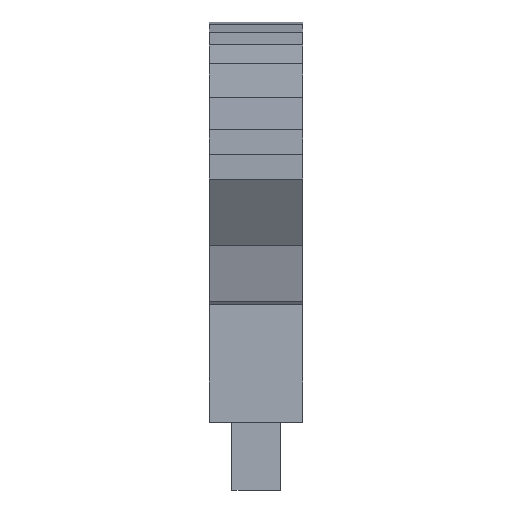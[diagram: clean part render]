
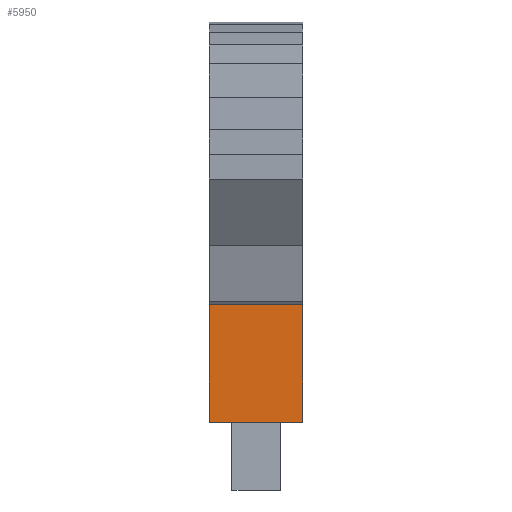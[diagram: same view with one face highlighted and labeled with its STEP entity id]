
A CAD part, front view. The second image highlights one B-rep face of the part: STEP entity #5950.
In plain terms, the highlighted face is planar.
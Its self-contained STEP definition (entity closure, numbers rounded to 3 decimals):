
#1800=CARTESIAN_POINT('',(14.582,4.9,
53.57));
#1810=VERTEX_POINT('',#1800);
#1840=CARTESIAN_POINT('',(14.582,-10.4,
53.57));
#1850=DIRECTION('',(0.,1.,0.));
#1860=VECTOR('',#1850,1.);
#1870=LINE('',#1840,#1860);
#1880=CARTESIAN_POINT('',(14.582,-10.4,
53.57));
#1890=VERTEX_POINT('',#1880);
#1900=EDGE_CURVE('',#1890,#1810,#1870,.T.);
#4510=CARTESIAN_POINT('',(14.582,4.9,
41.47));
#4520=VERTEX_POINT('',#4510);
#4550=CARTESIAN_POINT('',(14.582,4.9,
41.445));
#4560=DIRECTION('',(0.,0.,-1.));
#4570=VECTOR('',#4560,1.);
#4580=LINE('',#4550,#4570);
#4590=EDGE_CURVE('',#1810,#4520,#4580,.T.);
#5720=CARTESIAN_POINT('',(14.582,4.9,
41.445));
#5730=DIRECTION('',(1.,0.,0.));
#5740=DIRECTION('',(0.,1.,0.));
#5750=AXIS2_PLACEMENT_3D('',#5720,#5730,#5740);
#5760=PLANE('',#5750);
#5770=CARTESIAN_POINT('',(14.582,-10.4,
41.445));
#5780=DIRECTION('',(0.,0.,1.));
#5790=VECTOR('',#5780,1.);
#5800=LINE('',#5770,#5790);
#5810=CARTESIAN_POINT('',(14.582,-10.4,
41.47));
#5820=VERTEX_POINT('',#5810);
#5830=EDGE_CURVE('',#5820,#1890,#5800,.T.);
#5840=ORIENTED_EDGE('',*,*,#5830,.F.);
#5850=ORIENTED_EDGE('',*,*,#1900,.F.);
#5860=ORIENTED_EDGE('',*,*,#4590,.F.);
#5870=CARTESIAN_POINT('',(14.582,-10.4,
41.47));
#5880=DIRECTION('',(0.,1.,0.));
#5890=VECTOR('',#5880,1.);
#5900=LINE('',#5870,#5890);
#5910=EDGE_CURVE('',#5820,#4520,#5900,.T.);
#5920=ORIENTED_EDGE('',*,*,#5910,.T.);
#5930=EDGE_LOOP('',(#5920,#5860,#5850,#5840));
#5940=FACE_OUTER_BOUND('',#5930,.T.);
#5950=ADVANCED_FACE('',(#5940),#5760,.T.);
